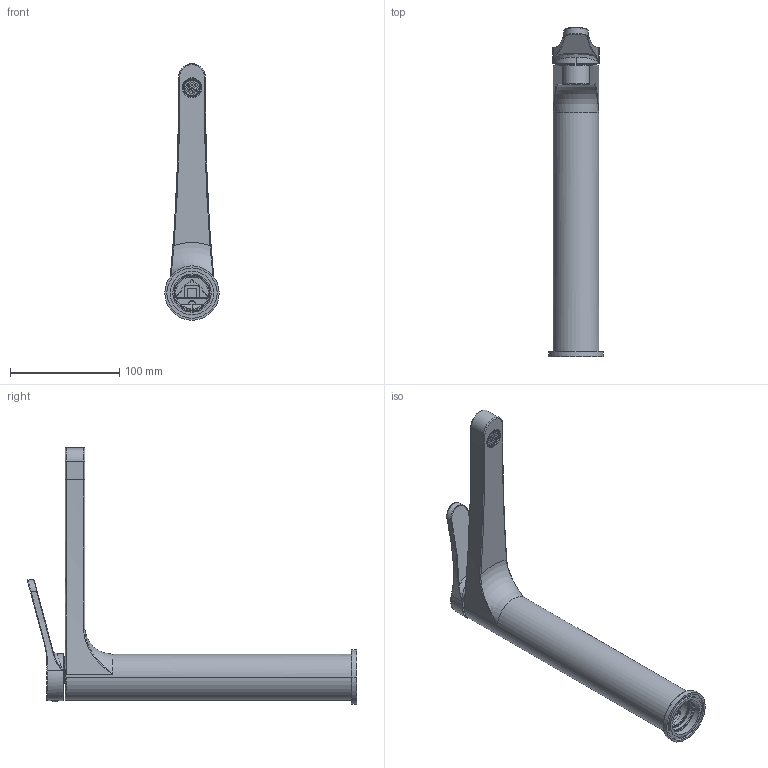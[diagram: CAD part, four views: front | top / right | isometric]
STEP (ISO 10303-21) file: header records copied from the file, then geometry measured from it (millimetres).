
FILE_DESCRIPTION((''),'2;1');
FILE_NAME('AKBR222','2021-05-25T09:30:29',('Michela Ferrini'),(''),'CREO PARAMETRIC BY PTC INC, 2020281','CREO PARAMETRIC BY PTC INC, 2020281','');
FILE_SCHEMA(('CONFIG_CONTROL_DESIGN'));
Length unit declared in the file: millimetre
Products named in the file (7): AKBR222C001; SCCMAC0006; AKBR005C001; SBTMAC0001; SARMAC0013; SPLMAC0003; AKBR222
Assembly tree (6 placements, depth 2):
  AKBR222
    AKBR222C001
    SCCMAC0006
    AKBR005C001
    SBTMAC0001
    SARMAC0013
    SPLMAC0003
Bounding box: 49.8 x 301.43 x 234.9 mm (x, y, z)
Volume: 196355.4 mm3; surface area: 117640.6 mm2
Topology: 6 solids, 9 shells, 2788 faces, 6814 edges, 4207 vertices
Faces by surface type: bspline 1281, plane 583, cylinder 547, cone 271, torus 91, sphere 15
Entity records: 129052 total; most frequent: CARTESIAN_POINT 76046, ORIENTED_EDGE 13548, EDGE_CURVE 6783, DIRECTION 6313, B_SPLINE_CURVE_WITH_KNOTS 4386, VERTEX_POINT 4172, EDGE_LOOP 2982, FACE_OUTER_BOUND 2788
